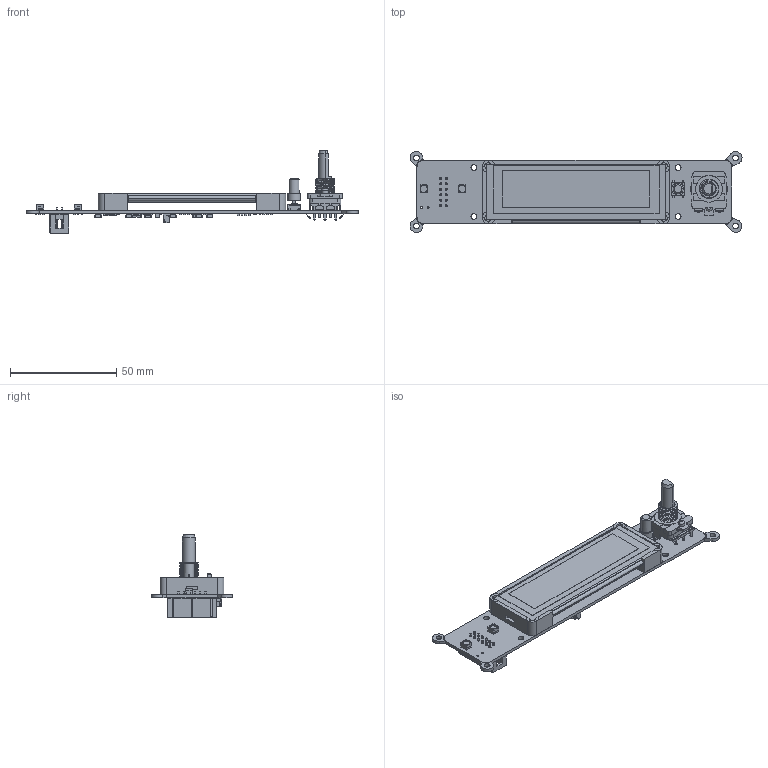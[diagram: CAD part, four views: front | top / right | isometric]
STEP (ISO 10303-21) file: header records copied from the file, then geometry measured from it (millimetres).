
FILE_DESCRIPTION(('KiCad electronic assembly'),'2;1');
FILE_NAME('ui_board_1u.step','2025-12-26T14:59:11',('Pcbnew'),('Kicad'), 'Open CASCADE STEP processor 7.8','KiCad to STEP converter','Unknown' );
FILE_SCHEMA(('AUTOMOTIVE_DESIGN { 1 0 10303 214 1 1 1 1 }'));
Length unit declared in the file: millimetre
Products named in the file (26): ui_board_1u 1; PEC16-4X20F-SXXXX; PEC16-4X20F-SXXXX001; RS-3535MWAR; Group005; difference; SW_SPST_Omron_B3FS-105xP; button_cap; oled_panel_frame; oled_panel_2.8inch; Part; NHD-2.8-25664UCx008; Extrude; Sketch; R_0603_1608Metric; C_1206_3216Metric; D_SOD-123; BM07B-SRSS-TB; IDC-Header_2x06_P2.54mm_Vertical; SOT-23-5; QFN-28-1EP_6x6mm_P0.65mm_EP4.25x4.25mm; C_0603_1608Metric; D_SOD-323F; L_1008_2520Metric; ui_board_1u_PCB
Assembly tree (72 placements, depth 4):
  ui_board_1u 1
    PEC16-4X20F-SXXXX
      PEC16-4X20F-SXXXX
      PEC16-4X20F-SXXXX001
    RS-3535MWAR  x2
      Group005
      difference
    SW_SPST_Omron_B3FS-105xP
    button_cap
    oled_panel_frame
    oled_panel_2.8inch
      Part
        NHD-2.8-25664UCx008
      Extrude
      NHD-2.8-25664UCx008
      Sketch
    R_0603_1608Metric  x29
    C_1206_3216Metric  x13
    D_SOD-123
    BM07B-SRSS-TB
    IDC-Header_2x06_P2.54mm_Vertical
    SOT-23-5  x2
    QFN-28-1EP_6x6mm_P0.65mm_EP4.25x4.25mm
    C_0603_1608Metric  x5
    D_SOD-323F
    L_1008_2520Metric
    ui_board_1u_PCB
Bounding box: 156 x 38.03 x 38.78 mm (x, y, z)
Volume: 27488.7 mm3; surface area: 38121.6 mm2
Topology: 84 solids, 88 shells, 3113 faces, 7999 edges, 5148 vertices
Faces by surface type: plane 2174, cylinder 822, bspline 108, cone 8, torus 1
Full cylindrical faces by diameter (mm): 0.38 x24, 0.5 x1, 0.76 x6, 0.9 x2, 1 x18, 1.2 x5, 1.4 x1, 2.7 x8, 3 x3, 3.2 x1, 4.8 x1
Entity records: 63125 total; most frequent: CARTESIAN_POINT 12491, ORIENTED_EDGE 8848, DIRECTION 8440, EDGE_CURVE 4414, LINE 3380, VECTOR 3380, VERTEX_POINT 2808, AXIS2_PLACEMENT_3D 2530
